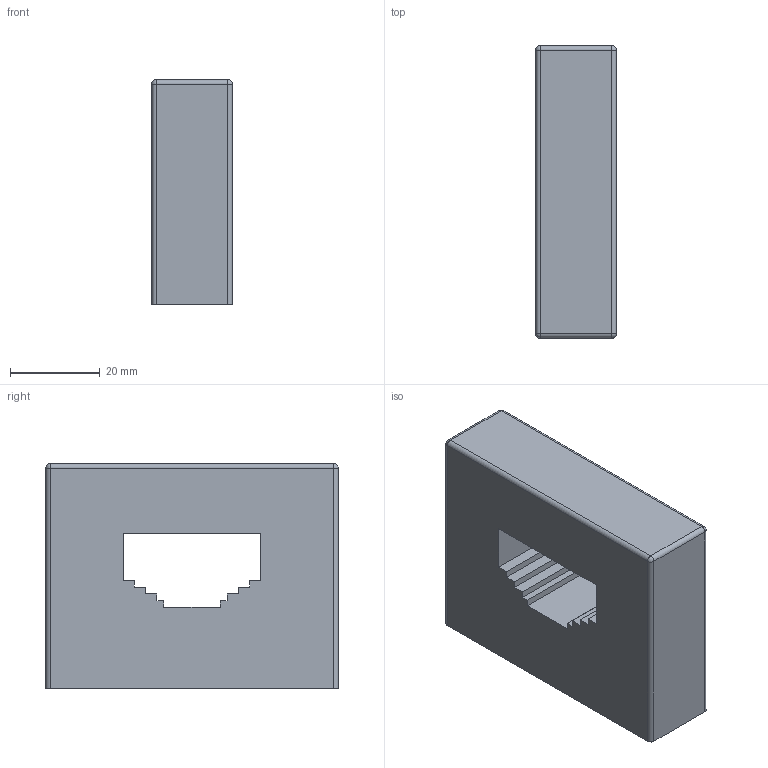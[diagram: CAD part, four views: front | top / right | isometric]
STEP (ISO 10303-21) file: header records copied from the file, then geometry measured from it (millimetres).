
FILE_DESCRIPTION((''),'2;1');
FILE_NAME('001696000_BBS_60_1_ASM','2023-11-22T11:54:34',('klemen.sitar'),('Audax d.o.o.'),'CREO PARAMETRIC BY PTC INC, 2021304','CREO PARAMETRIC BY PTC INC, 2021304','');
FILE_SCHEMA(('AP242_MANAGED_MODEL_BASED_3D_ENGINEERING_MIM_LF { 1 0 10303 442 1 1 4 }'));
Length unit declared in the file: millimetre
Products named in the file (2): PRT0002_1_1_1; 001696000_BBS_60_1_ASM
Assembly tree (1 placements, depth 2):
  001696000_BBS_60_1_ASM
    PRT0002_1_1_1
Bounding box: 18 x 65 x 50 mm (x, y, z)
Volume: 50631.6 mm3; surface area: 11311.5 mm2
Topology: 1 solids, 1 shells, 38 faces, 96 edges, 60 vertices
Faces by surface type: plane 26, cylinder 8, sphere 4
Entity records: 1956 total; most frequent: COLOUR_RGB 351, CARTESIAN_POINT 201, DIRECTION 194, ORIENTED_EDGE 192, PRESENTATION_STYLE_ASSIGNMENT 97, STYLED_ITEM 97, CURVE_STYLE 96, EDGE_CURVE 96
